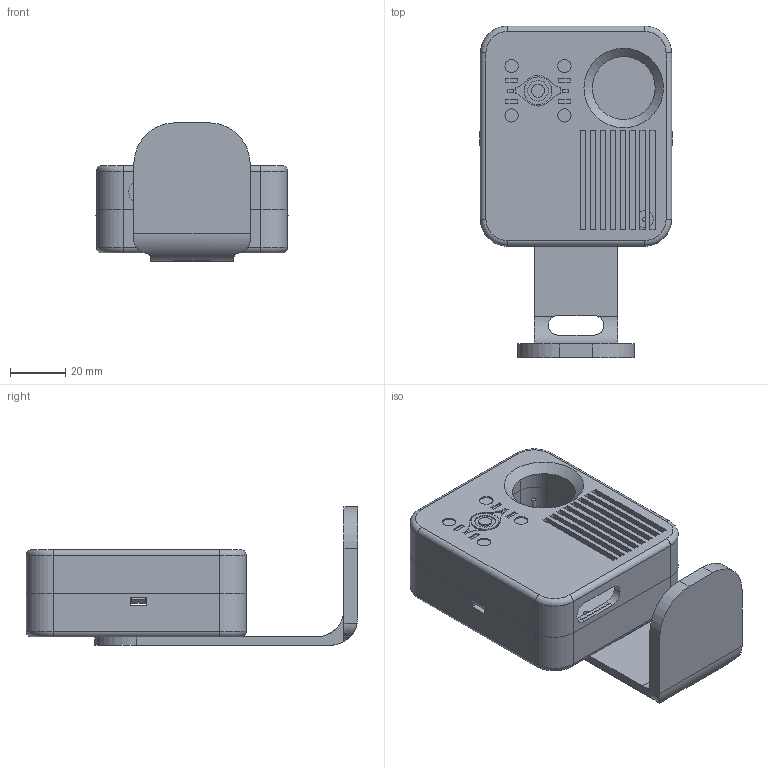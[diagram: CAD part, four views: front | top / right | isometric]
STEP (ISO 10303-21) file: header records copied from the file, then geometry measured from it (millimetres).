
FILE_DESCRIPTION(/* description */ (''),/* implementation_level */ '2;1');
FILE_NAME(/* name */ 'Admin Project.all-in-one sense1.0 case.Case.step',/* time_stamp */ '2023-01-03T17:28:53+11:00',/* author */ (''),/* organization */ (''),/* preprocessor_version */ 'ST-DEVELOPER v19.2',/* originating_system */ 'Autodesk Translation Framework v11.17.0.187',/* authorisation */ '');
FILE_SCHEMA (('AUTOMOTIVE_DESIGN { 1 0 10303 214 3 1 1 }'));
Length unit declared in the file: millimetre
Products named in the file (1): Case
Bounding box: 69.59 x 119.7 x 50 mm (x, y, z)
Volume: 66621.4 mm3; surface area: 49665.9 mm2
Topology: 3 solids, 3 shells, 302 faces, 760 edges, 489 vertices
Faces by surface type: plane 165, cylinder 86, bspline 28, torus 20, cone 3
Full cylindrical faces by diameter (mm): 1.6 x4, 2.5 x4, 4.651 x1, 4.827 x4, 6.2 x3, 7.2 x1, 7.424 x1
Entity records: 9244 total; most frequent: CARTESIAN_POINT 2020, ORIENTED_EDGE 1520, DIRECTION 1437, EDGE_CURVE 760, LINE 503, VECTOR 503, VERTEX_POINT 489, AXIS2_PLACEMENT_3D 467
